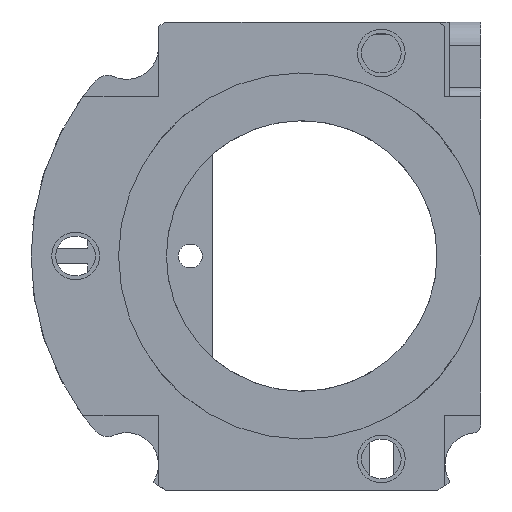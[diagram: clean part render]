
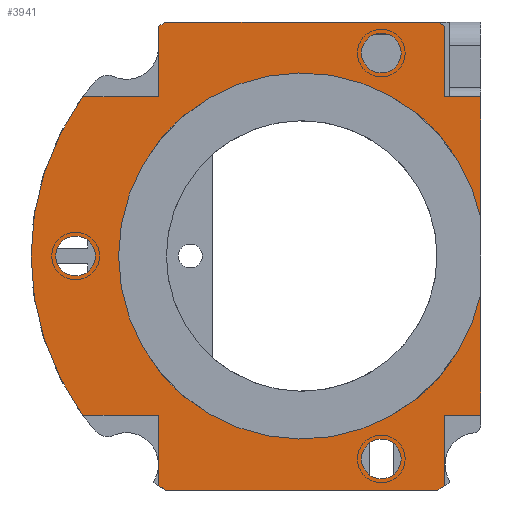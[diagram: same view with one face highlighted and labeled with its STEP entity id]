
A CAD part, front view. The second image highlights one B-rep face of the part: STEP entity #3941.
In plain terms, the highlighted planar face has unit normal (0, -1, 0).
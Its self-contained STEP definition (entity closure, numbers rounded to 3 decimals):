
#21=CARTESIAN_POINT('',(0.,4.,0.));
#22=DIRECTION('',(0.,1.,0.));
#23=DIRECTION('',(0.979,0.,-0.203));
#24=AXIS2_PLACEMENT_3D('',#21,#22,#23);
#186=DIRECTION('',(0.,0.,-1.));
#187=VECTOR('',#186,7.663);
#188=CARTESIAN_POINT('',(11.26,4.,-2.337));
#189=LINE('',#188,#187);
#198=DIRECTION('',(0.,0.,-1.));
#199=VECTOR('',#198,7.663);
#200=CARTESIAN_POINT('',(11.26,4.,10.));
#201=LINE('',#200,#199);
#1013=DIRECTION('',(1.,0.,0.));
#1014=VECTOR('',#1013,17.077);
#1015=CARTESIAN_POINT('',(-8.539,4.,14.7));
#1016=LINE('',#1015,#1014);
#1108=DIRECTION('',(-1.,0.,0.));
#1109=VECTOR('',#1108,2.26);
#1110=CARTESIAN_POINT('',(11.26,4.,-10.));
#1111=LINE('',#1110,#1109);
#1112=DIRECTION('',(0.,0.,1.));
#1113=VECTOR('',#1112,4.422);
#1114=CARTESIAN_POINT('',(9.,4.,-14.422));
#1115=LINE('',#1114,#1113);
#1116=DIRECTION('',(0.,0.,1.));
#1117=VECTOR('',#1116,4.422);
#1118=CARTESIAN_POINT('',(-9.,4.,-14.422));
#1119=LINE('',#1118,#1117);
#1120=DIRECTION('',(-1.,0.,0.));
#1121=VECTOR('',#1120,4.748);
#1122=CARTESIAN_POINT('',(-9.,4.,-10.));
#1123=LINE('',#1122,#1121);
#1124=DIRECTION('',(1.,0.,0.));
#1125=VECTOR('',#1124,4.748);
#1126=CARTESIAN_POINT('',(-13.748,4.,10.));
#1127=LINE('',#1126,#1125);
#1128=DIRECTION('',(0.,0.,-1.));
#1129=VECTOR('',#1128,4.422);
#1130=CARTESIAN_POINT('',(-9.,4.,14.422));
#1131=LINE('',#1130,#1129);
#1132=DIRECTION('',(0.,0.,-1.));
#1133=VECTOR('',#1132,4.422);
#1134=CARTESIAN_POINT('',(9.,4.,14.422));
#1135=LINE('',#1134,#1133);
#1136=DIRECTION('',(-1.,0.,0.));
#1137=VECTOR('',#1136,2.26);
#1138=CARTESIAN_POINT('',(11.26,4.,10.));
#1139=LINE('',#1138,#1137);
#1140=CARTESIAN_POINT('',(-14.2,4.,0.));
#1141=DIRECTION('',(0.,-1.,0.));
#1142=DIRECTION('',(-1.,0.,0.));
#1143=AXIS2_PLACEMENT_3D('',#1140,#1141,#1142);
#1145=CARTESIAN_POINT('',(-14.2,4.,0.));
#1146=DIRECTION('',(0.,-1.,0.));
#1147=DIRECTION('',(1.,0.,0.));
#1148=AXIS2_PLACEMENT_3D('',#1145,#1146,#1147);
#1150=CARTESIAN_POINT('',(5.,4.,12.75));
#1151=DIRECTION('',(0.,-1.,0.));
#1152=DIRECTION('',(-1.,0.,0.));
#1153=AXIS2_PLACEMENT_3D('',#1150,#1151,#1152);
#1155=CARTESIAN_POINT('',(5.,4.,12.75));
#1156=DIRECTION('',(0.,-1.,0.));
#1157=DIRECTION('',(1.,0.,0.));
#1158=AXIS2_PLACEMENT_3D('',#1155,#1156,#1157);
#1160=CARTESIAN_POINT('',(5.,4.,-12.75));
#1161=DIRECTION('',(0.,-1.,0.));
#1162=DIRECTION('',(-1.,0.,0.));
#1163=AXIS2_PLACEMENT_3D('',#1160,#1161,#1162);
#1165=CARTESIAN_POINT('',(5.,4.,-12.75));
#1166=DIRECTION('',(0.,-1.,0.));
#1167=DIRECTION('',(1.,0.,0.));
#1168=AXIS2_PLACEMENT_3D('',#1165,#1166,#1167);
#1468=CARTESIAN_POINT('',(0.,4.,0.));
#1469=DIRECTION('',(0.,1.,0.));
#1470=DIRECTION('',(0.529,0.,-0.848));
#1471=AXIS2_PLACEMENT_3D('',#1468,#1469,#1470);
#1486=DIRECTION('',(-1.,0.,0.));
#1487=VECTOR('',#1486,17.077);
#1488=CARTESIAN_POINT('',(8.539,4.,-14.7));
#1489=LINE('',#1488,#1487);
#1575=CARTESIAN_POINT('',(0.,4.,0.));
#1576=DIRECTION('',(0.,-1.,0.));
#1577=DIRECTION('',(-0.809,0.,0.588));
#1578=AXIS2_PLACEMENT_3D('',#1575,#1576,#1577);
#1580=CARTESIAN_POINT('',(0.,4.,0.));
#1581=DIRECTION('',(0.,-1.,0.));
#1582=DIRECTION('',(-0.502,0.,0.865));
#1583=AXIS2_PLACEMENT_3D('',#1580,#1581,#1582);
#1603=CARTESIAN_POINT('',(0.,4.,0.));
#1604=DIRECTION('',(0.,-1.,0.));
#1605=DIRECTION('',(-0.529,0.,-0.848));
#1606=AXIS2_PLACEMENT_3D('',#1603,#1604,#1605);
#1988=CARTESIAN_POINT('',(0.,4.,0.));
#1989=DIRECTION('',(0.,1.,0.));
#1990=DIRECTION('',(0.502,0.,0.865));
#1991=AXIS2_PLACEMENT_3D('',#1988,#1989,#1990);
#2223=CARTESIAN_POINT('',(8.539,4.,-14.7));
#2224=CARTESIAN_POINT('',(-8.539,4.,-14.7));
#2225=VERTEX_POINT('',#2223);
#2226=VERTEX_POINT('',#2224);
#2227=CARTESIAN_POINT('',(-8.539,4.,14.7));
#2228=CARTESIAN_POINT('',(8.539,4.,14.7));
#2229=VERTEX_POINT('',#2227);
#2230=VERTEX_POINT('',#2228);
#2337=CARTESIAN_POINT('',(-13.748,4.,-10.));
#2339=VERTEX_POINT('',#2337);
#2341=CARTESIAN_POINT('',(-13.748,4.,10.));
#2343=VERTEX_POINT('',#2341);
#2345=CARTESIAN_POINT('',(11.26,4.,-10.));
#2346=CARTESIAN_POINT('',(9.,4.,-10.));
#2347=VERTEX_POINT('',#2345);
#2348=VERTEX_POINT('',#2346);
#2349=CARTESIAN_POINT('',(9.,4.,-14.422));
#2350=VERTEX_POINT('',#2349);
#2351=CARTESIAN_POINT('',(-9.,4.,-10.));
#2352=VERTEX_POINT('',#2351);
#2353=CARTESIAN_POINT('',(-9.,4.,-14.422));
#2354=VERTEX_POINT('',#2353);
#2355=CARTESIAN_POINT('',(9.,4.,14.422));
#2356=CARTESIAN_POINT('',(9.,4.,10.));
#2357=VERTEX_POINT('',#2355);
#2358=VERTEX_POINT('',#2356);
#2359=CARTESIAN_POINT('',(11.26,4.,10.));
#2360=VERTEX_POINT('',#2359);
#2361=CARTESIAN_POINT('',(-9.,4.,14.422));
#2362=CARTESIAN_POINT('',(-9.,4.,10.));
#2363=VERTEX_POINT('',#2361);
#2364=VERTEX_POINT('',#2362);
#2381=CARTESIAN_POINT('',(11.26,4.,2.337));
#2382=VERTEX_POINT('',#2381);
#2407=CARTESIAN_POINT('',(-15.45,4.,0.));
#2408=CARTESIAN_POINT('',(-12.95,4.,0.));
#2409=VERTEX_POINT('',#2407);
#2410=VERTEX_POINT('',#2408);
#2415=CARTESIAN_POINT('',(3.75,4.,12.75));
#2416=CARTESIAN_POINT('',(6.25,4.,12.75));
#2417=VERTEX_POINT('',#2415);
#2418=VERTEX_POINT('',#2416);
#2423=CARTESIAN_POINT('',(3.75,4.,-12.75));
#2424=CARTESIAN_POINT('',(6.25,4.,-12.75));
#2425=VERTEX_POINT('',#2423);
#2426=VERTEX_POINT('',#2424);
#2501=CARTESIAN_POINT('',(11.26,4.,-2.337));
#2502=VERTEX_POINT('',#2501);
#3885=CARTESIAN_POINT('',(0.,4.,0.));
#3886=DIRECTION('',(0.,1.,0.));
#3887=DIRECTION('',(1.,0.,0.));
#3888=AXIS2_PLACEMENT_3D('',#3885,#3886,#3887);
#3889=PLANE('',#3888);
#3891=ORIENTED_EDGE('',*,*,#3890,.T.);
#3892=ORIENTED_EDGE('',*,*,#3875,.F.);
#3894=ORIENTED_EDGE('',*,*,#3893,.T.);
#3896=ORIENTED_EDGE('',*,*,#3895,.T.);
#3898=ORIENTED_EDGE('',*,*,#3897,.F.);
#3900=ORIENTED_EDGE('',*,*,#3899,.T.);
#3902=ORIENTED_EDGE('',*,*,#3901,.T.);
#3904=ORIENTED_EDGE('',*,*,#3903,.F.);
#3906=ORIENTED_EDGE('',*,*,#3905,.T.);
#3908=ORIENTED_EDGE('',*,*,#3907,.F.);
#3910=ORIENTED_EDGE('',*,*,#3909,.F.);
#3911=ORIENTED_EDGE('',*,*,#3788,.T.);
#3913=ORIENTED_EDGE('',*,*,#3912,.T.);
#3915=ORIENTED_EDGE('',*,*,#3914,.T.);
#3917=ORIENTED_EDGE('',*,*,#3916,.F.);
#3918=ORIENTED_EDGE('',*,*,#2929,.T.);
#3919=ORIENTED_EDGE('',*,*,#2874,.F.);
#3920=ORIENTED_EDGE('',*,*,#2924,.T.);
#3921=EDGE_LOOP('',(#3891,#3892,#3894,#3896,#3898,#3900,#3902,#3904,#3906,#3908,
#3910,#3911,#3913,#3915,#3917,#3918,#3919,#3920));
#3922=FACE_OUTER_BOUND('',#3921,.F.);
#3924=ORIENTED_EDGE('',*,*,#3923,.T.);
#3926=ORIENTED_EDGE('',*,*,#3925,.T.);
#3927=EDGE_LOOP('',(#3924,#3926));
#3928=FACE_BOUND('',#3927,.F.);
#3930=ORIENTED_EDGE('',*,*,#3929,.T.);
#3932=ORIENTED_EDGE('',*,*,#3931,.T.);
#3933=EDGE_LOOP('',(#3930,#3932));
#3934=FACE_BOUND('',#3933,.F.);
#3936=ORIENTED_EDGE('',*,*,#3935,.T.);
#3938=ORIENTED_EDGE('',*,*,#3937,.T.);
#3939=EDGE_LOOP('',(#3936,#3938));
#3940=FACE_BOUND('',#3939,.F.);
#3941=ADVANCED_FACE('',(#3922,#3928,#3934,#3940),#3889,.F.);
#25=CIRCLE('',#24,11.5);
#1144=CIRCLE('',#1143,1.25);
#1149=CIRCLE('',#1148,1.25);
#1154=CIRCLE('',#1153,1.25);
#1159=CIRCLE('',#1158,1.25);
#1164=CIRCLE('',#1163,1.25);
#1169=CIRCLE('',#1168,1.25);
#1472=CIRCLE('',#1471,17.);
#1579=CIRCLE('',#1578,17.);
#1584=CIRCLE('',#1583,17.);
#1607=CIRCLE('',#1606,17.);
#1992=CIRCLE('',#1991,17.);
#2874=EDGE_CURVE('',#2502,#2382,#25,.T.);
#2924=EDGE_CURVE('',#2502,#2347,#189,.T.);
#2929=EDGE_CURVE('',#2360,#2382,#201,.T.);
#3788=EDGE_CURVE('',#2229,#2230,#1016,.T.);
#3875=EDGE_CURVE('',#2350,#2348,#1115,.T.);
#3890=EDGE_CURVE('',#2347,#2348,#1111,.T.);
#3893=EDGE_CURVE('',#2350,#2225,#1472,.T.);
#3895=EDGE_CURVE('',#2225,#2226,#1489,.T.);
#3897=EDGE_CURVE('',#2354,#2226,#1607,.T.);
#3899=EDGE_CURVE('',#2354,#2352,#1119,.T.);
#3901=EDGE_CURVE('',#2352,#2339,#1123,.T.);
#3903=EDGE_CURVE('',#2343,#2339,#1579,.T.);
#3905=EDGE_CURVE('',#2343,#2364,#1127,.T.);
#3907=EDGE_CURVE('',#2363,#2364,#1131,.T.);
#3909=EDGE_CURVE('',#2229,#2363,#1584,.T.);
#3912=EDGE_CURVE('',#2230,#2357,#1992,.T.);
#3914=EDGE_CURVE('',#2357,#2358,#1135,.T.);
#3916=EDGE_CURVE('',#2360,#2358,#1139,.T.);
#3923=EDGE_CURVE('',#2409,#2410,#1144,.T.);
#3925=EDGE_CURVE('',#2410,#2409,#1149,.T.);
#3929=EDGE_CURVE('',#2417,#2418,#1154,.T.);
#3931=EDGE_CURVE('',#2418,#2417,#1159,.T.);
#3935=EDGE_CURVE('',#2425,#2426,#1164,.T.);
#3937=EDGE_CURVE('',#2426,#2425,#1169,.T.);
